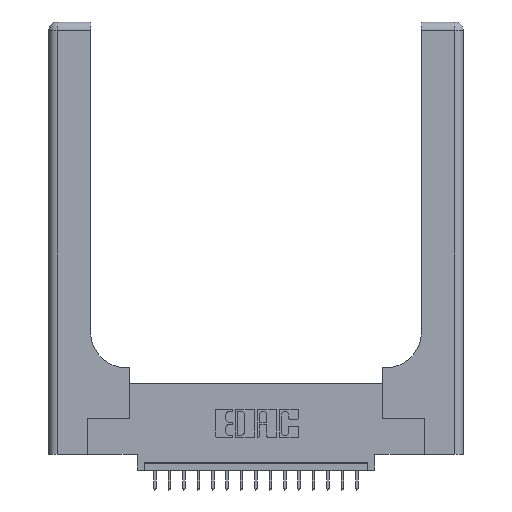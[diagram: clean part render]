
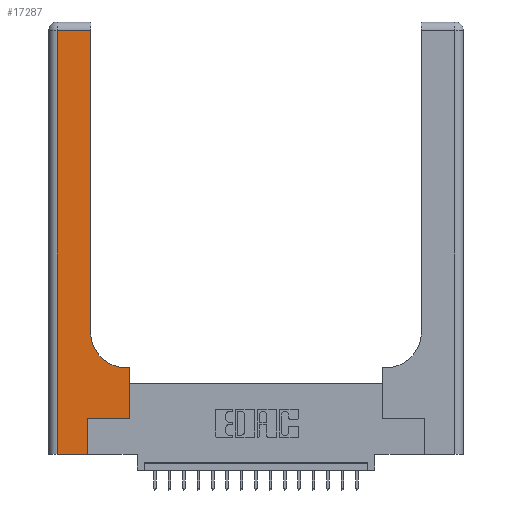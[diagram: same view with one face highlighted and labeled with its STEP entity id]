
A CAD part, top view. The second image highlights one B-rep face of the part: STEP entity #17287.
In plain terms, the highlighted planar face has unit normal (0, 0, 1).
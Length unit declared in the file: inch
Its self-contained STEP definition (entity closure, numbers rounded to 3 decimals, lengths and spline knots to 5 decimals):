
#65 = ORIENTED_EDGE ( 'NONE', *, *, #2508, .T. ) ;
#155 = DIRECTION ( 'NONE',  ( -1., 0., 0. ) ) ;
#184 = DIRECTION ( 'NONE',  ( 1., 0., 0. ) ) ;
#190 = LINE ( 'NONE', #6456, #5945 ) ;
#564 = ORIENTED_EDGE ( 'NONE', *, *, #7824, .T. ) ;
#681 = VERTEX_POINT ( 'NONE', #18481 ) ;
#1101 = AXIS2_PLACEMENT_3D ( 'NONE', #12715, #17255, #4910 ) ;
#1299 = ORIENTED_EDGE ( 'NONE', *, *, #18657, .T. ) ;
#1605 = LINE ( 'NONE', #14543, #14770 ) ;
#1699 = CARTESIAN_POINT ( 'NONE',  ( 0.06, 0., 0.37 ) ) ;
#1945 = LINE ( 'NONE', #14572, #17093 ) ;
#2429 = VECTOR ( 'NONE', #9474, 39.37008 ) ;
#2508 = EDGE_CURVE ( 'NONE', #10285, #16545, #6089, .T. ) ;
#2850 = EDGE_CURVE ( 'NONE', #681, #12714, #1605, .T. ) ;
#3433 = CARTESIAN_POINT ( 'NONE',  ( 0.269, 0.25, 0.37 ) ) ;
#3761 = EDGE_CURVE ( 'NONE', #16423, #18880, #1945, .T. ) ;
#3988 = DIRECTION ( 'NONE',  ( 1., 0., 0. ) ) ;
#4432 = VECTOR ( 'NONE', #16439, 39.37008 ) ;
#4701 = FACE_OUTER_BOUND ( 'NONE', #14490, .T. ) ;
#4910 = DIRECTION ( 'NONE',  ( -1., 0., 0. ) ) ;
#4988 = ORIENTED_EDGE ( 'NONE', *, *, #6433, .T. ) ;
#5042 = CARTESIAN_POINT ( 'NONE',  ( 0.5585, 0.25, 0.37 ) ) ;
#5149 = ORIENTED_EDGE ( 'NONE', *, *, #3761, .T. ) ;
#5225 = LINE ( 'NONE', #10041, #4432 ) ;
#5283 = EDGE_CURVE ( 'NONE', #5604, #16423, #190, .T. ) ;
#5299 = DIRECTION ( 'NONE',  ( 0., -1., 0. ) ) ;
#5604 = VERTEX_POINT ( 'NONE', #5920 ) ;
#5620 = CARTESIAN_POINT ( 'NONE',  ( 0.5415, 0.85, 0.37 ) ) ;
#5920 = CARTESIAN_POINT ( 'NONE',  ( 0.06, 2.94, 0.37 ) ) ;
#5945 = VECTOR ( 'NONE', #5299, 39.37008 ) ;
#6089 = LINE ( 'NONE', #18425, #11099 ) ;
#6433 = EDGE_CURVE ( 'NONE', #12714, #10285, #20081, .T. ) ;
#6456 = CARTESIAN_POINT ( 'NONE',  ( 0.06, 3., 0.37 ) ) ;
#6703 = CARTESIAN_POINT ( 'NONE',  ( 0.5585, 0.25, 0.37 ) ) ;
#7824 = EDGE_CURVE ( 'NONE', #18880, #19885, #15561, .T. ) ;
#8012 = CARTESIAN_POINT ( 'NONE',  ( 0.2915, 0.85, 0.37 ) ) ;
#8854 = DIRECTION ( 'NONE',  ( 0., 1., 0. ) ) ;
#9044 = CARTESIAN_POINT ( 'NONE',  ( 0., 2.94, 0.37 ) ) ;
#9474 = DIRECTION ( 'NONE',  ( 0., 1., 0. ) ) ;
#9682 = LINE ( 'NONE', #6703, #2429 ) ;
#9968 = EDGE_CURVE ( 'NONE', #19885, #10401, #5225, .T. ) ;
#10034 = ORIENTED_EDGE ( 'NONE', *, *, #5283, .T. ) ;
#10041 = CARTESIAN_POINT ( 'NONE',  ( 0.269, 0.25, 0.37 ) ) ;
#10285 = VERTEX_POINT ( 'NONE', #8012 ) ;
#10397 = LINE ( 'NONE', #9044, #15349 ) ;
#10401 = VERTEX_POINT ( 'NONE', #5042 ) ;
#10891 = VECTOR ( 'NONE', #17017, 39.37008 ) ;
#11099 = VECTOR ( 'NONE', #8854, 39.37008 ) ;
#12132 = DIRECTION ( 'NONE',  ( -1., 0., 0. ) ) ;
#12148 = CARTESIAN_POINT ( 'NONE',  ( 0.5415, 0.6, 0.37 ) ) ;
#12210 = ORIENTED_EDGE ( 'NONE', *, *, #9968, .T. ) ;
#12714 = VERTEX_POINT ( 'NONE', #12148 ) ;
#12715 = CARTESIAN_POINT ( 'NONE',  ( 0., 3., 0.37 ) ) ;
#14362 = EDGE_CURVE ( 'NONE', #16545, #5604, #10397, .T. ) ;
#14376 = PLANE ( 'NONE',  #1101 ) ;
#14490 = EDGE_LOOP ( 'NONE', ( #65, #16005, #10034, #5149, #564, #12210, #1299, #17998, #4988 ) ) ;
#14543 = CARTESIAN_POINT ( 'NONE',  ( 0.2915, 0.6, 0.37 ) ) ;
#14572 = CARTESIAN_POINT ( 'NONE',  ( 0., 0., 0.37 ) ) ;
#14770 = VECTOR ( 'NONE', #155, 39.37008 ) ;
#15237 = CARTESIAN_POINT ( 'NONE',  ( 0.269, 0., 0.37 ) ) ;
#15349 = VECTOR ( 'NONE', #12132, 39.37008 ) ;
#15561 = LINE ( 'NONE', #16807, #10891 ) ;
#16005 = ORIENTED_EDGE ( 'NONE', *, *, #14362, .T. ) ;
#16423 = VERTEX_POINT ( 'NONE', #1699 ) ;
#16439 = DIRECTION ( 'NONE',  ( 1., 0., 0. ) ) ;
#16545 = VERTEX_POINT ( 'NONE', #20309 ) ;
#16807 = CARTESIAN_POINT ( 'NONE',  ( 0.269, 0., 0.37 ) ) ;
#17017 = DIRECTION ( 'NONE',  ( 0., 1., 0. ) ) ;
#17093 = VECTOR ( 'NONE', #184, 39.37008 ) ;
#17255 = DIRECTION ( 'NONE',  ( 0., 0., -1. ) ) ;
#17287 = ADVANCED_FACE ( 'NONE', ( #4701 ), #14376, .F. ) ;
#17998 = ORIENTED_EDGE ( 'NONE', *, *, #2850, .T. ) ;
#18167 = DIRECTION ( 'NONE',  ( 0., 0., -1. ) ) ;
#18425 = CARTESIAN_POINT ( 'NONE',  ( 0.2915, 3., 0.37 ) ) ;
#18440 = AXIS2_PLACEMENT_3D ( 'NONE', #5620, #18167, #3988 ) ;
#18481 = CARTESIAN_POINT ( 'NONE',  ( 0.5585, 0.6, 0.37 ) ) ;
#18657 = EDGE_CURVE ( 'NONE', #10401, #681, #9682, .T. ) ;
#18880 = VERTEX_POINT ( 'NONE', #15237 ) ;
#19885 = VERTEX_POINT ( 'NONE', #3433 ) ;
#20081 = CIRCLE ( 'NONE', #18440, 0.25 ) ;
#20309 = CARTESIAN_POINT ( 'NONE',  ( 0.2915, 2.94, 0.37 ) ) ;
